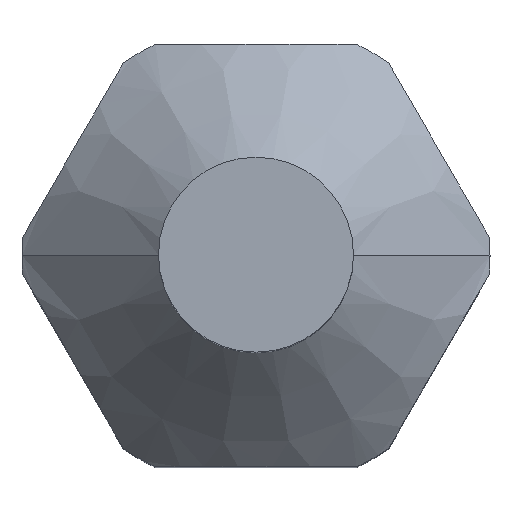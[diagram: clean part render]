
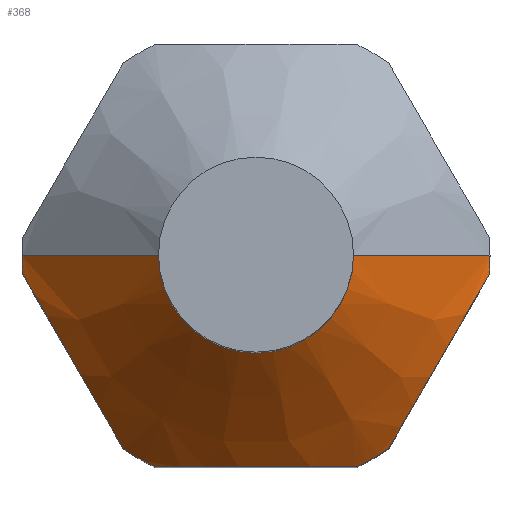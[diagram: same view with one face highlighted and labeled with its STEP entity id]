
A CAD part, top view. The second image highlights one B-rep face of the part: STEP entity #368.
In plain terms, the highlighted conical face has half-angle 45 degrees and reference radius 5.1 mm.
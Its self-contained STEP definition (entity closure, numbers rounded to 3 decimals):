
#220=VERTEX_POINT('',#605);
#240=EDGE_CURVE('',#220,#488,#625,.T.);
#260=EDGE_CURVE('',#424,#374,#646,.T.);
#264=EDGE_CURVE('',#382,#318,#650,.T.);
#276=EDGE_CURVE('',#328,#304,#664,.T.);
#302=EDGE_CURVE('',#462,#304,#695,.T.);
#304=VERTEX_POINT('',#697);
#314=EDGE_CURVE('',#328,#318,#708,.T.);
#318=VERTEX_POINT('',#713);
#328=VERTEX_POINT('',#724);
#354=EDGE_CURVE('',#468,#488,#752,.T.);
#362=EDGE_CURVE('',#382,#374,#761,.T.);
#368=ADVANCED_FACE('',(#768),#769,.T.);
#374=VERTEX_POINT('',#775);
#382=VERTEX_POINT('',#783);
#398=EDGE_CURVE('',#424,#468,#800,.T.);
#424=VERTEX_POINT('',#829);
#454=EDGE_CURVE('',#220,#462,#862,.T.);
#462=VERTEX_POINT('',#872);
#468=VERTEX_POINT('',#878);
#488=VERTEX_POINT('',#902);
#605=CARTESIAN_POINT('',(-3.0,0.,17.0));
#625=CIRCLE('',#1059,3.0);
#646=(B_SPLINE_CURVE(2,(#1090,#1091,#1092),.UNSPECIFIED.,.F.,.F.)B_SPLINE_CURVE_WITH_KNOTS((3,3),(0.0,6.35),.UNSPECIFIED.)RATIONAL_B_SPLINE_CURVE((1.0,1.108,1.0))BOUNDED_CURVE()REPRESENTATION_ITEM('')GEOMETRIC_REPRESENTATION_ITEM()CURVE());
#650=(B_SPLINE_CURVE(2,(#1104,#1105,#1106),.UNSPECIFIED.,.F.,.F.)B_SPLINE_CURVE_WITH_KNOTS((3,3),(0.0,6.35),.UNSPECIFIED.)RATIONAL_B_SPLINE_CURVE((1.0,1.108,1.0))BOUNDED_CURVE()REPRESENTATION_ITEM('')GEOMETRIC_REPRESENTATION_ITEM()CURVE());
#664=(B_SPLINE_CURVE(2,(#1130,#1131,#1132),.UNSPECIFIED.,.F.,.F.)B_SPLINE_CURVE_WITH_KNOTS((3,3),(0.0,6.35),.UNSPECIFIED.)RATIONAL_B_SPLINE_CURVE((1.0,1.108,1.0))BOUNDED_CURVE()REPRESENTATION_ITEM('')GEOMETRIC_REPRESENTATION_ITEM()CURVE());
#695=CIRCLE('',#1179,7.2);
#697=CARTESIAN_POINT('',(-7.178,-0.568,12.8));
#708=CIRCLE('',#1196,7.2);
#713=CARTESIAN_POINT('',(-3.097,-6.5,12.8));
#724=CARTESIAN_POINT('',(-4.081,-5.932,12.8));
#752=LINE('',#1282,#1283);
#761=CIRCLE('',#1293,7.2);
#768=FACE_OUTER_BOUND('',#1301,.T.);
#769=CONICAL_SURFACE('',#1302,5.1,0.785);
#775=CARTESIAN_POINT('',(4.081,-5.932,12.8));
#783=CARTESIAN_POINT('',(3.097,-6.5,12.8));
#800=CIRCLE('',#1354,7.2);
#829=CARTESIAN_POINT('',(7.178,-0.568,12.8));
#862=LINE('',#1441,#1442);
#872=CARTESIAN_POINT('',(-7.2,0.,12.8));
#878=CARTESIAN_POINT('',(7.2,0.,12.8));
#902=CARTESIAN_POINT('',(3.0,0.,17.0));
#1059=AXIS2_PLACEMENT_3D('',#1717,#1718,#1719);
#1090=CARTESIAN_POINT('',(7.178,-0.568,12.8));
#1091=CARTESIAN_POINT('',(5.629,-3.25,14.132));
#1092=CARTESIAN_POINT('',(4.081,-5.932,12.8));
#1104=CARTESIAN_POINT('',(3.097,-6.5,12.8));
#1105=CARTESIAN_POINT('',(0.,-6.5,14.132));
#1106=CARTESIAN_POINT('',(-3.097,-6.5,12.8));
#1130=CARTESIAN_POINT('',(-4.081,-5.932,12.8));
#1131=CARTESIAN_POINT('',(-5.629,-3.25,14.132));
#1132=CARTESIAN_POINT('',(-7.178,-0.568,12.8));
#1179=AXIS2_PLACEMENT_3D('',#1819,#1820,#1821);
#1196=AXIS2_PLACEMENT_3D('',#1834,#1835,#1836);
#1282=CARTESIAN_POINT('',(5.1,0.,14.9));
#1283=VECTOR('',#1879,1.0);
#1293=AXIS2_PLACEMENT_3D('',#1888,#1889,#1890);
#1301=EDGE_LOOP('',(#1902,#1903,#1904,#1905,#1906,#1907,#1908,#1909,#1910,#1911));
#1302=AXIS2_PLACEMENT_3D('',#1912,#1913,#1914);
#1354=AXIS2_PLACEMENT_3D('',#1938,#1939,#1940);
#1441=CARTESIAN_POINT('',(-5.1,0.,14.9));
#1442=VECTOR('',#2013,1.0);
#1717=CARTESIAN_POINT('',(0.,0.,17.0));
#1718=DIRECTION('',(0.,0.,1.0));
#1719=DIRECTION('',(-1.0,0.,0.0));
#1819=CARTESIAN_POINT('',(0.,0.,12.8));
#1820=DIRECTION('',(0.,0.,1.0));
#1821=DIRECTION('',(-1.0,0.,0.0));
#1834=CARTESIAN_POINT('',(0.,0.,12.8));
#1835=DIRECTION('',(0.,0.,1.0));
#1836=DIRECTION('',(-1.0,0.,0.0));
#1879=DIRECTION('',(-0.707,0.,0.707));
#1888=CARTESIAN_POINT('',(0.,0.,12.8));
#1889=DIRECTION('',(0.,0.,1.0));
#1890=DIRECTION('',(-1.0,0.,0.0));
#1902=ORIENTED_EDGE('',*,*,#454,.T.);
#1903=ORIENTED_EDGE('',*,*,#302,.T.);
#1904=ORIENTED_EDGE('',*,*,#276,.F.);
#1905=ORIENTED_EDGE('',*,*,#314,.T.);
#1906=ORIENTED_EDGE('',*,*,#264,.F.);
#1907=ORIENTED_EDGE('',*,*,#362,.T.);
#1908=ORIENTED_EDGE('',*,*,#260,.F.);
#1909=ORIENTED_EDGE('',*,*,#398,.T.);
#1910=ORIENTED_EDGE('',*,*,#354,.T.);
#1911=ORIENTED_EDGE('',*,*,#240,.F.);
#1912=CARTESIAN_POINT('',(0.,0.,14.9));
#1913=DIRECTION('',(0.,0.,-1.0));
#1914=DIRECTION('',(-1.0,0.,0.0));
#1938=CARTESIAN_POINT('',(0.,0.,12.8));
#1939=DIRECTION('',(0.,0.,1.0));
#1940=DIRECTION('',(-1.0,0.,0.0));
#2013=DIRECTION('',(-0.707,0.,-0.707));
